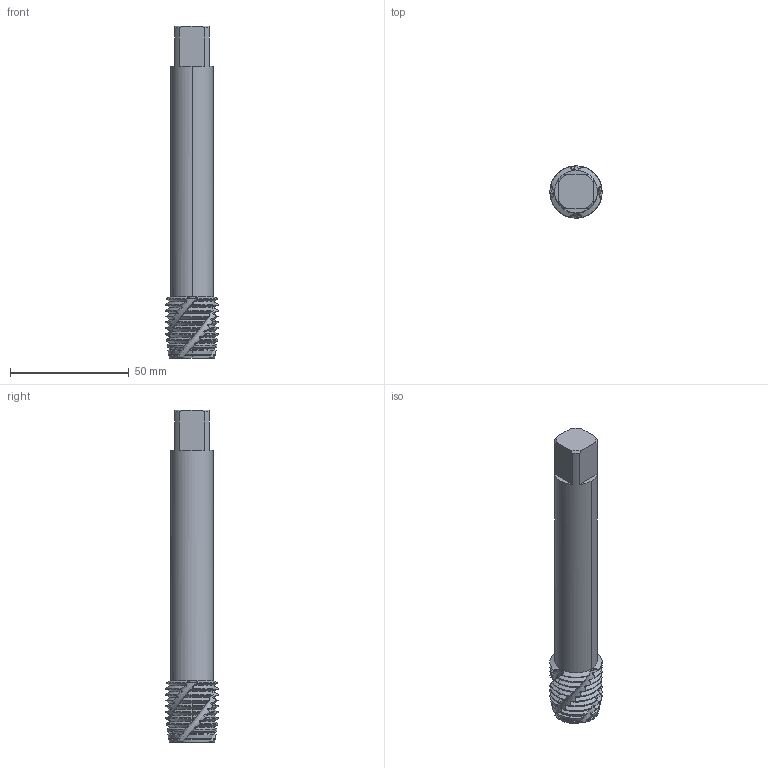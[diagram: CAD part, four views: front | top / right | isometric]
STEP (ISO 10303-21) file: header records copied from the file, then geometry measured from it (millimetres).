
FILE_DESCRIPTION(('no description'),'unknown implementation level');
FILE_NAME('solidwHCdBQwg6jQ_ya8153bKVYsEa34_1.STP',' ',('CIM GmbH Aachen'),('CADClick - KiM GmbH - www.kimweb.de'),'unknown preprocess','ACIS','unknown authorization');
FILE_SCHEMA(('automotive_design'));
Length unit declared in the file: millimetre
Products named in the file (2): 1; 2
Bounding box: 22 x 22 x 140 mm (x, y, z)
Volume: 36199.3 mm3; surface area: 12518.4 mm2
Topology: 2 solids, 2 shells, 285 faces, 811 edges, 530 vertices
Faces by surface type: cone 142, cylinder 114, plane 17, bspline 8, revolution 4
Entity records: 24032 total; most frequent: CARTESIAN_POINT 8115, STYLED_ITEM 1628, PRESENTATION_STYLE_ASSIGNMENT 1628, COLOUR_RGB 1628, ORIENTED_EDGE 1622, DIRECTION 1275, EDGE_CURVE 811, CURVE_STYLE 811
